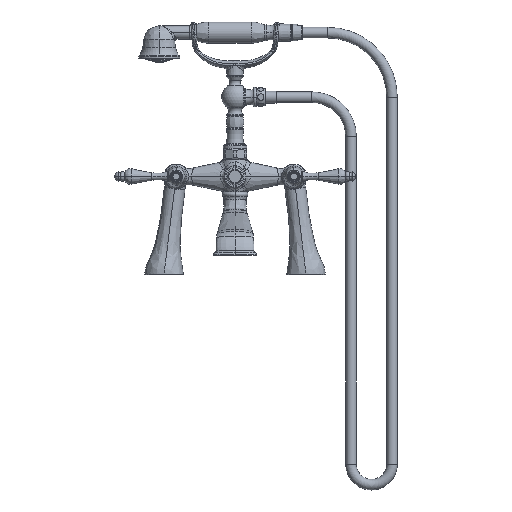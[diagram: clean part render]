
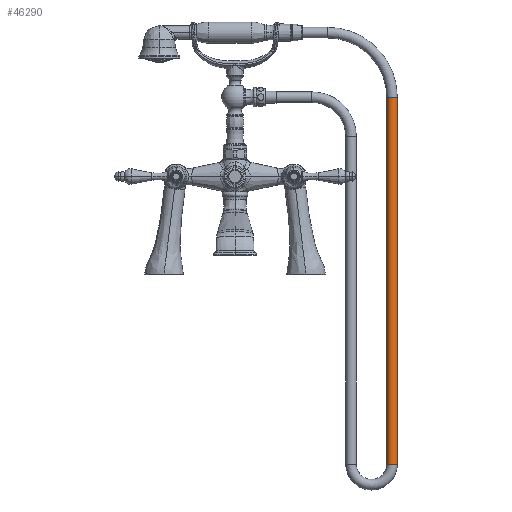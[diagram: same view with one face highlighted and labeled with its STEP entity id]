
A CAD part, top view. The second image highlights one B-rep face of the part: STEP entity #46290.
In plain terms, the highlighted cylindrical face has radius 6.858 mm (diameter 13.716 mm), a partial arc.
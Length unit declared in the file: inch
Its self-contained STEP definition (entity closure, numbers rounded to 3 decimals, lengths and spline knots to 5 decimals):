
#18322=DIRECTION('',(0.,-1.,0.));
#18323=VECTOR('',#18322,18.713);
#18324=CARTESIAN_POINT('',(7.73343,4.04827,0.));
#18325=LINE('',#18324,#18323);
#18326=CARTESIAN_POINT('',(8.00343,4.04827,0.));
#18327=DIRECTION('',(0.,-1.,0.));
#18328=DIRECTION('',(1.,0.,0.));
#18329=AXIS2_PLACEMENT_3D('',#18326,#18327,#18328);
#18331=DIRECTION('',(0.,-1.,0.));
#18332=VECTOR('',#18331,18.713);
#18333=CARTESIAN_POINT('',(8.27343,4.04827,0.));
#18334=LINE('',#18333,#18332);
#18335=CARTESIAN_POINT('',(8.00343,-14.66473,0.));
#18336=DIRECTION('',(0.,-1.,0.));
#18337=DIRECTION('',(1.,0.,0.));
#18338=AXIS2_PLACEMENT_3D('',#18335,#18336,#18337);
#20193=CARTESIAN_POINT('',(7.73343,4.04827,0.));
#20194=CARTESIAN_POINT('',(8.27343,4.04827,0.));
#20195=VERTEX_POINT('',#20193);
#20196=VERTEX_POINT('',#20194);
#20197=CARTESIAN_POINT('',(7.73343,-14.66473,0.));
#20198=VERTEX_POINT('',#20197);
#20199=CARTESIAN_POINT('',(8.27343,-14.66473,0.));
#20200=VERTEX_POINT('',#20199);
#46278=CARTESIAN_POINT('',(8.00343,4.04827,0.));
#46279=DIRECTION('',(0.,-1.,0.));
#46280=DIRECTION('',(-1.,0.,0.));
#46281=AXIS2_PLACEMENT_3D('',#46278,#46279,#46280);
#46282=CYLINDRICAL_SURFACE('',#46281,0.27);
#46283=ORIENTED_EDGE('',*,*,#46243,.F.);
#46284=ORIENTED_EDGE('',*,*,#46273,.T.);
#46286=ORIENTED_EDGE('',*,*,#46285,.T.);
#46287=ORIENTED_EDGE('',*,*,#46269,.F.);
#46288=EDGE_LOOP('',(#46283,#46284,#46286,#46287));
#46289=FACE_OUTER_BOUND('',#46288,.F.);
#46290=ADVANCED_FACE('',(#46289),#46282,.T.);
#18330=CIRCLE('',#18329,0.27);
#18339=CIRCLE('',#18338,0.27);
#46243=EDGE_CURVE('',#20196,#20195,#18330,.T.);
#46269=EDGE_CURVE('',#20195,#20198,#18325,.T.);
#46273=EDGE_CURVE('',#20196,#20200,#18334,.T.);
#46285=EDGE_CURVE('',#20200,#20198,#18339,.T.);
